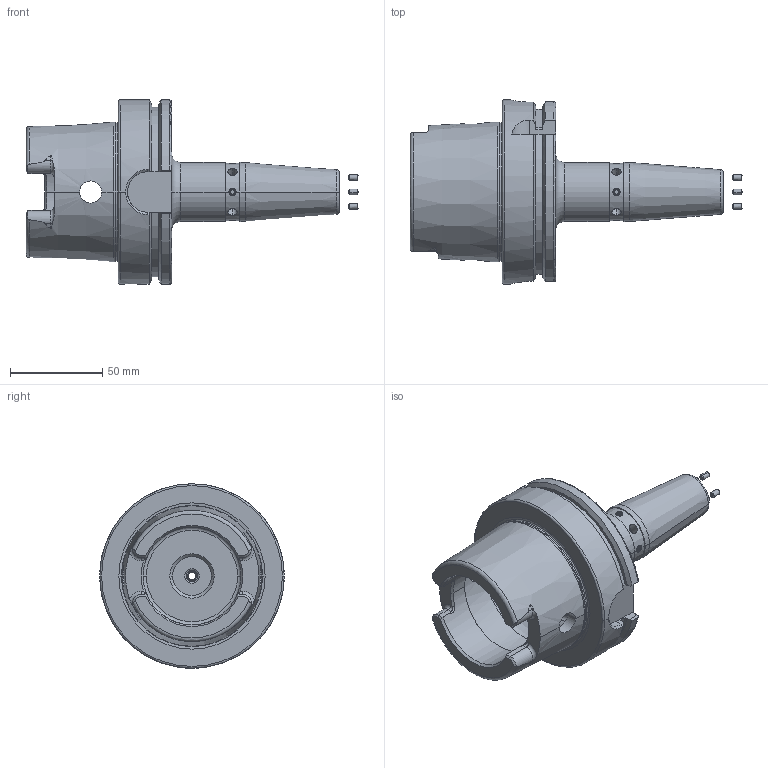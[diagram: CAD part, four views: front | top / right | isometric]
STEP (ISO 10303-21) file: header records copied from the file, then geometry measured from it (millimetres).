
FILE_DESCRIPTION (( 'STEP AP203' ), '1' );
FILE_NAME ('F1A100H-SFK10120.STEP', '2024-09-03T11:16:10', ( '' ), ( '' ), 'SwSTEP 2.0', 'SolidWorks 2024', '' );
FILE_SCHEMA (( 'CONFIG_CONTROL_DESIGN' ));
Length unit declared in the file: millimetre
Products named in the file (5): F1A100H-SFK10120; SCWM8x1x15-DOUBLE FLAT & SLOT; HSKA100SFK10120WW; socket set screw flat point_din_DIN 913 - M3 x 5-N; GS-M3X5
Assembly tree (10 placements, depth 2):
  F1A100H-SFK10120
    HSKA100SFK10120WW
    SCWM8x1x15-DOUBLE FLAT & SLOT
    socket set screw flat point_din_DIN 913 - M3 x 5-N  x4
    GS-M3X5  x4
Bounding box: 179.98 x 100 x 100 mm (x, y, z)
Volume: 310779.9 mm3; surface area: 63933 mm2
Topology: 10 solids, 10 shells, 413 faces, 999 edges, 612 vertices
Faces by surface type: plane 173, cylinder 118, cone 81, torus 31, bspline 10
Entity records: 11513 total; most frequent: CARTESIAN_POINT 3841, ORIENTED_EDGE 1498, DIRECTION 1430, EDGE_CURVE 749, AXIS2_PLACEMENT_3D 564, VERTEX_POINT 465, EDGE_LOOP 336, VECTOR 302
